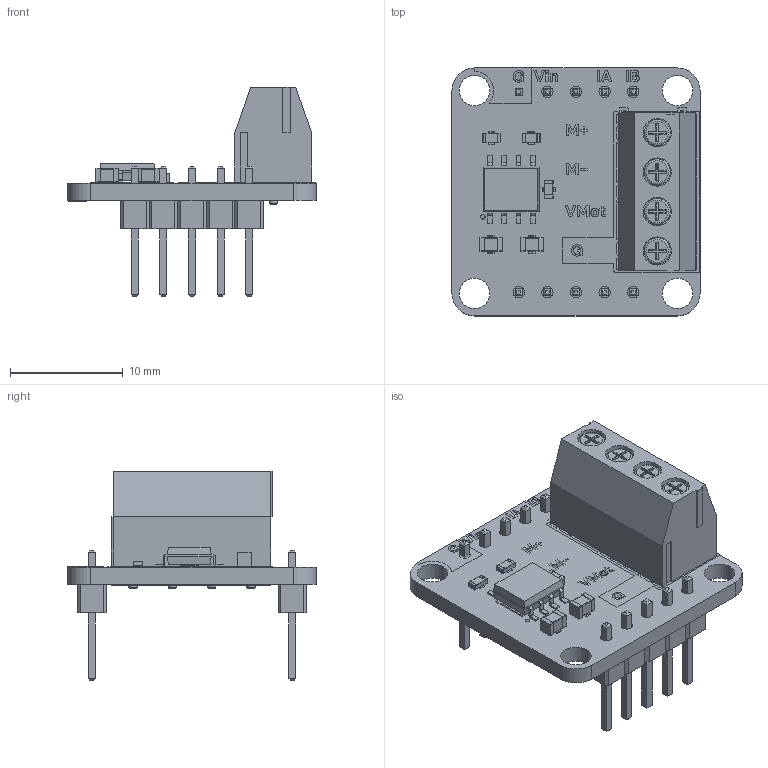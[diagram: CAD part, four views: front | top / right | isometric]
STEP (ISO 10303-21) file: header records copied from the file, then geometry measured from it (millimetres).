
FILE_DESCRIPTION(('KiCad electronic assembly'),'2;1');
FILE_NAME('AX22-0032.step','2025-12-08T17:18:09',('Pcbnew'),('Kicad'), 'Open CASCADE STEP processor 7.8','KiCad to STEP converter','Unknown' );
FILE_SCHEMA(('AUTOMOTIVE_DESIGN { 1 0 10303 214 1 1 1 1 }'));
Length unit declared in the file: millimetre
Products named in the file (9): AX22-0032 1; PinHeader_1x05_P2.54mm_Vertical; C_0603_1608Metric; SOIC127P600X170-9N; R_0603_1608Metric; C_0805_2012Metric; Screw Terminal Block 3.5mm Blue 4-way; AX22_Motor-Driver-L9110S_silkscreen; AX22_Motor-Driver-L9110S_PCB
Assembly tree (11 placements, depth 2):
  AX22-0032 1
    PinHeader_1x05_P2.54mm_Vertical  x2
    C_0603_1608Metric
    SOIC127P600X170-9N
    R_0603_1608Metric  x2
    C_0805_2012Metric  x2
    Screw Terminal Block 3.5mm Blue 4-way
    AX22_Motor-Driver-L9110S_silkscreen
    AX22_Motor-Driver-L9110S_PCB
Bounding box: 22 x 22 x 18.54 mm (x, y, z)
Volume: 1510.5 mm3; surface area: 3348.9 mm2
Topology: 31 solids, 93 shells, 829 faces, 3438 edges, 2760 vertices
Faces by surface type: plane 659, cylinder 162, torus 4, cone 4
Full cylindrical faces by diameter (mm): 0.75 x4, 1 x10, 1.3 x4, 1.8 x4, 2.3 x4, 2.5 x4, 2.7 x4
Entity records: 33328 total; most frequent: CARTESIAN_POINT 6149, DIRECTION 4847, ORIENTED_EDGE 4473, EDGE_CURVE 3002, VERTEX_POINT 2484, LINE 2483, VECTOR 2483, AXIS2_PLACEMENT_3D 1182
